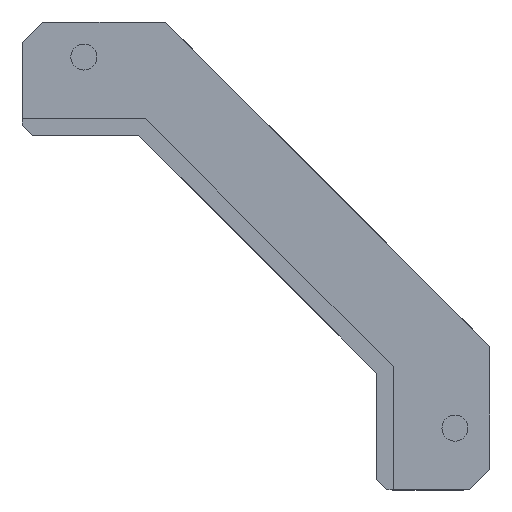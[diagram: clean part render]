
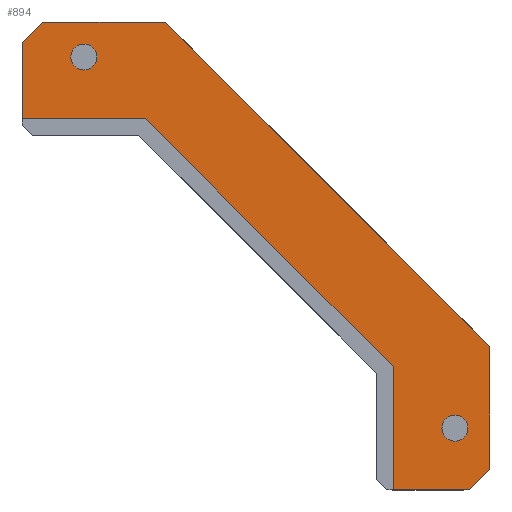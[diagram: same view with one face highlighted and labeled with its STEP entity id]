
A CAD part, top view. The second image highlights one B-rep face of the part: STEP entity #894.
In plain terms, the highlighted planar face has unit normal (0, 0, 1).
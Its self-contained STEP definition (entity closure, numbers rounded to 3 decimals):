
#21=FACE_BOUND('',#121,.T.);
#22=FACE_BOUND('',#122,.T.);
#33=CIRCLE('',#965,3.15);
#34=CIRCLE('',#966,3.15);
#70=FACE_OUTER_BOUND('',#120,.T.);
#120=EDGE_LOOP('',(#754,#755,#756,#757,#758,#759,#760,#761,#762,#763));
#121=EDGE_LOOP('',(#764));
#122=EDGE_LOOP('',(#765));
#135=LINE('',#1215,#249);
#139=LINE('',#1223,#253);
#142=LINE('',#1229,#256);
#190=LINE('',#1343,#304);
#234=LINE('',#1428,#348);
#237=LINE('',#1433,#351);
#239=LINE('',#1437,#353);
#241=LINE('',#1442,#355);
#242=LINE('',#1443,#356);
#243=LINE('',#1444,#357);
#249=VECTOR('',#983,10.);
#253=VECTOR('',#989,10.);
#256=VECTOR('',#994,10.);
#304=VECTOR('',#1078,10.);
#348=VECTOR('',#1160,10.);
#351=VECTOR('',#1165,10.);
#353=VECTOR('',#1169,10.);
#355=VECTOR('',#1175,10.);
#356=VECTOR('',#1176,10.);
#357=VECTOR('',#1177,10.);
#363=VERTEX_POINT('',#1213);
#364=VERTEX_POINT('',#1214);
#367=VERTEX_POINT('',#1222);
#369=VERTEX_POINT('',#1228);
#416=VERTEX_POINT('',#1340);
#417=VERTEX_POINT('',#1342);
#439=VERTEX_POINT('',#1427);
#440=VERTEX_POINT('',#1432);
#441=VERTEX_POINT('',#1436);
#442=VERTEX_POINT('',#1441);
#443=VERTEX_POINT('',#1445);
#444=VERTEX_POINT('',#1447);
#445=EDGE_CURVE('',#363,#364,#135,.T.);
#449=EDGE_CURVE('',#364,#367,#139,.T.);
#452=EDGE_CURVE('',#367,#369,#142,.T.);
#508=EDGE_CURVE('',#417,#416,#190,.T.);
#552=EDGE_CURVE('',#439,#417,#234,.T.);
#555=EDGE_CURVE('',#363,#440,#237,.T.);
#557=EDGE_CURVE('',#440,#441,#239,.T.);
#559=EDGE_CURVE('',#369,#442,#241,.T.);
#560=EDGE_CURVE('',#439,#442,#242,.T.);
#561=EDGE_CURVE('',#441,#416,#243,.T.);
#562=EDGE_CURVE('',#443,#443,#33,.T.);
#563=EDGE_CURVE('',#444,#444,#34,.T.);
#754=ORIENTED_EDGE('',*,*,#452,.T.);
#755=ORIENTED_EDGE('',*,*,#559,.T.);
#756=ORIENTED_EDGE('',*,*,#560,.F.);
#757=ORIENTED_EDGE('',*,*,#552,.T.);
#758=ORIENTED_EDGE('',*,*,#508,.T.);
#759=ORIENTED_EDGE('',*,*,#561,.F.);
#760=ORIENTED_EDGE('',*,*,#557,.F.);
#761=ORIENTED_EDGE('',*,*,#555,.F.);
#762=ORIENTED_EDGE('',*,*,#445,.T.);
#763=ORIENTED_EDGE('',*,*,#449,.T.);
#764=ORIENTED_EDGE('',*,*,#562,.T.);
#765=ORIENTED_EDGE('',*,*,#563,.T.);
#848=PLANE('',#964);
#894=ADVANCED_FACE('',(#70,#21,#22),#848,.T.);
#964=AXIS2_PLACEMENT_3D('',#1440,#1173,#1174);
#965=AXIS2_PLACEMENT_3D('',#1446,#1178,#1179);
#966=AXIS2_PLACEMENT_3D('',#1448,#1180,#1181);
#983=DIRECTION('',(1.,0.,0.));
#989=DIRECTION('',(0.707,-0.707,0.));
#994=DIRECTION('',(0.,-1.,0.));
#1078=DIRECTION('',(-0.707,0.707,0.));
#1160=DIRECTION('',(0.,1.,0.));
#1165=DIRECTION('',(0.,1.,0.));
#1169=DIRECTION('',(0.707,0.707,0.));
#1173=DIRECTION('center_axis',(0.,0.,1.));
#1174=DIRECTION('ref_axis',(1.,0.,0.));
#1175=DIRECTION('',(1.,0.,0.));
#1176=DIRECTION('',(-0.707,-0.707,0.));
#1177=DIRECTION('',(1.,0.,0.));
#1178=DIRECTION('center_axis',(0.,0.,-1.));
#1179=DIRECTION('ref_axis',(1.,0.,0.));
#1180=DIRECTION('center_axis',(0.,0.,-1.));
#1181=DIRECTION('ref_axis',(1.,0.,0.));
#1213=CARTESIAN_POINT('',(120.,90.,0.));
#1214=CARTESIAN_POINT('',(150.,90.,0.));
#1215=CARTESIAN_POINT('',(163.375,90.,0.));
#1222=CARTESIAN_POINT('',(210.,30.,0.));
#1223=CARTESIAN_POINT('',(195.,45.,0.));
#1228=CARTESIAN_POINT('',(210.,0.,0.));
#1229=CARTESIAN_POINT('',(210.,28.375,0.));
#1340=CARTESIAN_POINT('',(154.784,113.5,0.));
#1342=CARTESIAN_POINT('',(233.5,34.784,0.));
#1343=CARTESIAN_POINT('',(233.5,34.784,0.));
#1427=CARTESIAN_POINT('',(233.5,5.,0.));
#1428=CARTESIAN_POINT('',(233.5,0.,0.));
#1432=CARTESIAN_POINT('',(120.,108.5,0.));
#1433=CARTESIAN_POINT('',(120.,86.,0.));
#1436=CARTESIAN_POINT('',(125.,113.5,0.));
#1437=CARTESIAN_POINT('',(122.5,111.,0.));
#1440=CARTESIAN_POINT('Origin',(176.75,56.75,0.));
#1441=CARTESIAN_POINT('',(228.5,0.,0.));
#1442=CARTESIAN_POINT('',(206.,0.,0.));
#1443=CARTESIAN_POINT('',(231.,2.5,0.));
#1444=CARTESIAN_POINT('',(120.,113.5,0.));
#1445=CARTESIAN_POINT('',(131.85,105.,0.));
#1446=CARTESIAN_POINT('Origin',(135.,105.,0.));
#1447=CARTESIAN_POINT('',(221.85,15.,0.));
#1448=CARTESIAN_POINT('Origin',(225.,15.,0.));
